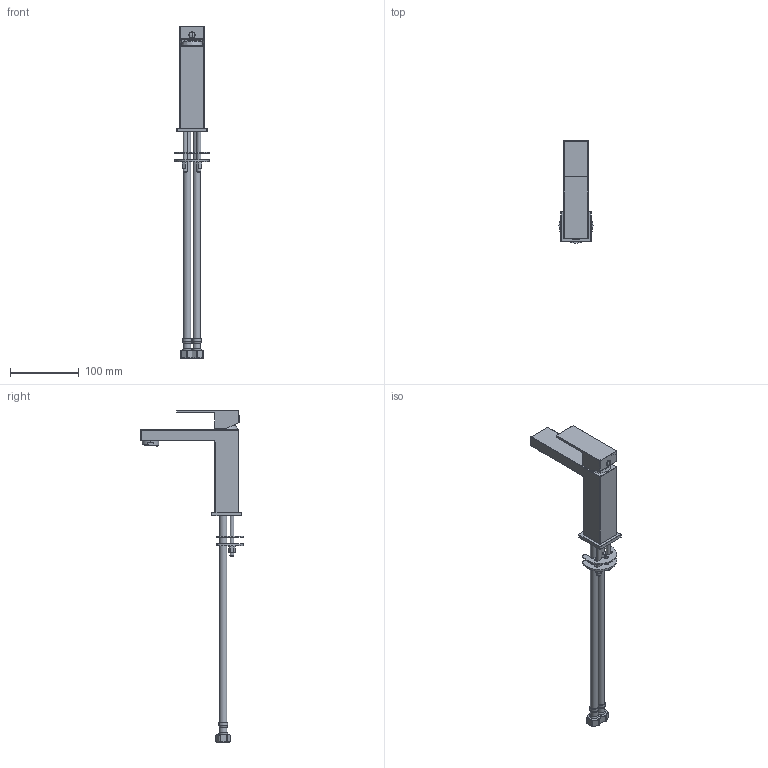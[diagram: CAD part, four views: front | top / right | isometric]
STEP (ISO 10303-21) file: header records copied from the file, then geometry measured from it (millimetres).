
FILE_DESCRIPTION(/* description */ (''),/* implementation_level */ '2;1');
FILE_NAME(/* name */ 'A031 14 00 00.stp',/* time_stamp */ '2021-01-12T12:45:11+08:00',/* author */ (''),/* organization */ (''),/* preprocessor_version */ 'ST-DEVELOPER v16.7',/* originating_system */ 'SIEMENS PLM Software NX 12.0',/* authorisation */ '');
FILE_SCHEMA (('AUTOMOTIVE_DESIGN { 1 0 10303 214 3 1 1 1 }'));
Products named in the file (1): GT7FB4CE32t0l2
Bounding box: 49.46 x 148.71 x 482.7 mm (x, y, z)
Volume: 183087.1 mm3; surface area: 147154.4 mm2
Topology: 28 solids, 29 shells, 2119 faces, 5922 edges, 3805 vertices
Faces by surface type: plane 1244, cylinder 554, cone 117, torus 80, bspline 74, sphere 38, extrusion 12
Full cylindrical faces by diameter (mm): 2.1 x2, 3 x4, 3.1 x3, 4.1 x1, 4.5 x2, 4.8 x4, 5 x2, 5.2 x2, 6 x4, 6.4 x2, 6.8 x1, 8 x2, 9 x2, 10 x2, 10.5 x2, 10.6 x4, 10.7 x2, 11 x2, 11.6 x2, 12.5 x4, 15 x3, 16 x1, 18 x1, 18.7 x1, 21.5 x1, 21.7 x1, 22.6 x1, 23 x1, 24 x2, 24.5 x2
Entity records: 70761 total; most frequent: CARTESIAN_POINT 16371, ORIENTED_EDGE 11302, DIRECTION 10991, EDGE_CURVE 5651, VERTEX_POINT 3698, AXIS2_PLACEMENT_3D 3687, VECTOR 3617, LINE 3605
